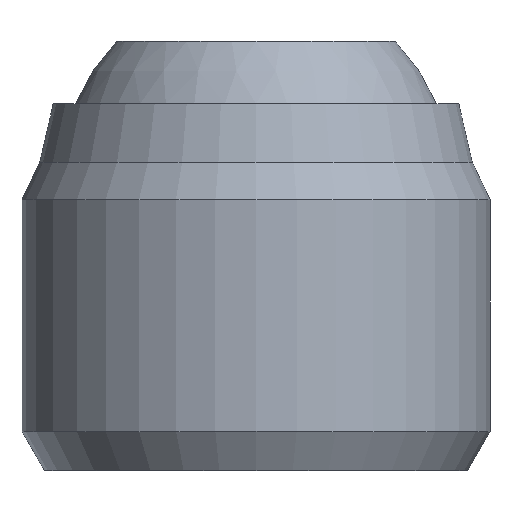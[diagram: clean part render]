
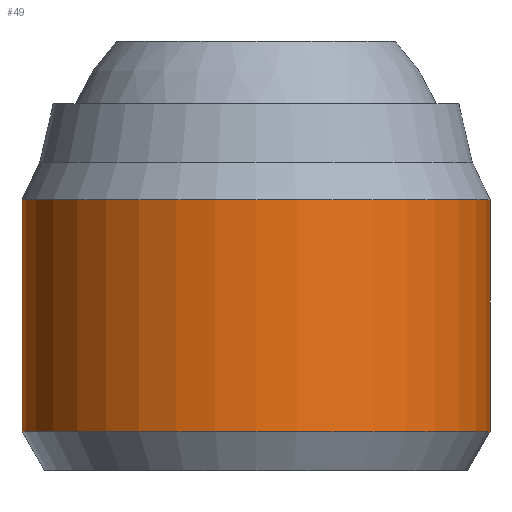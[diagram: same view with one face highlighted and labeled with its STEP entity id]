
A CAD part, left-side view. The second image highlights one B-rep face of the part: STEP entity #49.
In plain terms, the highlighted cylindrical face has radius 6 mm (diameter 12 mm), a full revolution.
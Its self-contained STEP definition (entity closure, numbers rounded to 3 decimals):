
#49 = ADVANCED_FACE( '', ( #101, #102 ), #103, .T. );
#101 = FACE_OUTER_BOUND( '', #150, .T. );
#102 = FACE_OUTER_BOUND( '', #151, .T. );
#103 = CYLINDRICAL_SURFACE( '', #152, 6. );
#150 = EDGE_LOOP( '', ( #207 ) );
#151 = EDGE_LOOP( '', ( #208 ) );
#152 = AXIS2_PLACEMENT_3D( '', #209, #210, #211 );
#207 = ORIENTED_EDGE( '', *, *, #237, .T. );
#208 = ORIENTED_EDGE( '', *, *, #246, .T. );
#209 = CARTESIAN_POINT( '', ( 0., 0., 9.4 ) );
#210 = DIRECTION( '', ( 0., 0., 1. ) );
#211 = DIRECTION( '', ( -1., 0., 0. ) );
#237 = EDGE_CURVE( '', #262, #262, #263, .T. );
#246 = EDGE_CURVE( '', #276, #276, #277, .T. );
#262 = VERTEX_POINT( '', #293 );
#263 = CIRCLE( '', #294, 6. );
#276 = VERTEX_POINT( '', #307 );
#277 = CIRCLE( '', #308, 6. );
#293 = CARTESIAN_POINT( '', ( 6., 0., 1. ) );
#294 = AXIS2_PLACEMENT_3D( '', #324, #325, #326 );
#307 = CARTESIAN_POINT( '', ( -6., 0., 6.946 ) );
#308 = AXIS2_PLACEMENT_3D( '', #339, #340, #341 );
#324 = CARTESIAN_POINT( '', ( 0., 0., 1. ) );
#325 = DIRECTION( '', ( 0., 0., 1. ) );
#326 = DIRECTION( '', ( 1., 0., 0. ) );
#339 = CARTESIAN_POINT( '', ( 0., 0., 6.946 ) );
#340 = DIRECTION( '', ( 0., 0., -1. ) );
#341 = DIRECTION( '', ( -1., 0., 0. ) );
